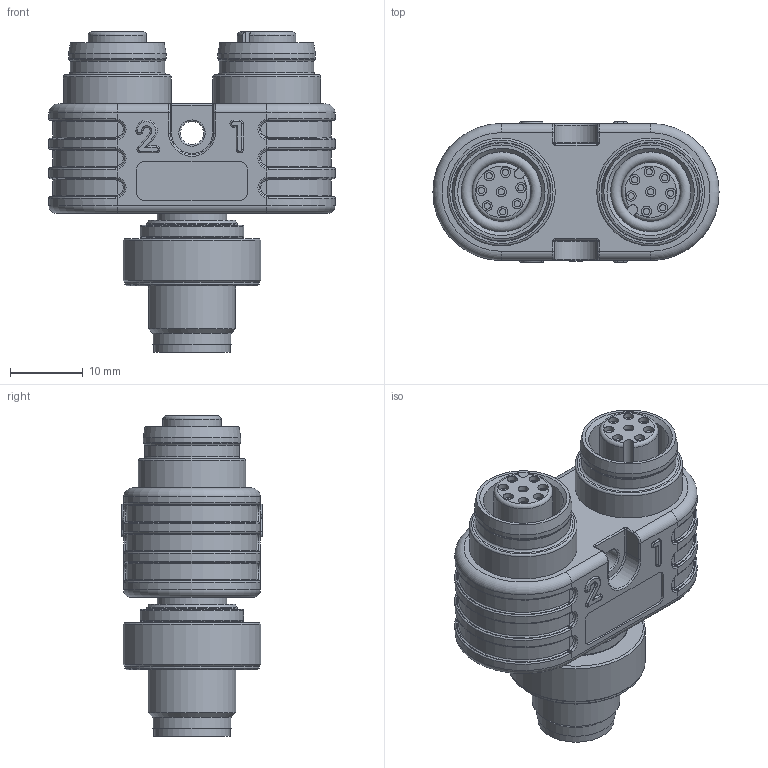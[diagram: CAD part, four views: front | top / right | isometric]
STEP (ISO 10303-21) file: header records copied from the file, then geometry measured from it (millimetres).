
FILE_DESCRIPTION(/* description */ (''),/* implementation_level */ '2;1');
FILE_NAME(/* name */ 'MB-FSM8-2FKM8_stp.stp',/* time_stamp */ '2018-09-19T13:03:50+02:00',/* author */ (''),/* organization */ (''),/* preprocessor_version */ 'ST-DEVELOPER v16',/* originating_system */ 'SIEMENS PLM Software NX 10.0',/* authorisation */ '');
FILE_SCHEMA (('AUTOMOTIVE_DESIGN { 1 0 10303 214 3 1 1 1 }'));
Length unit declared in the file: millimetre
Products named in the file (1): MB-FSM8-2FKM8_stp
Bounding box: 39.3 x 19.32 x 44 mm (x, y, z)
Volume: 14183.2 mm3; surface area: 6534.4 mm2
Topology: 1 solids, 1 shells, 434 faces, 985 edges, 607 vertices
Faces by surface type: cylinder 144, plane 119, torus 88, bspline 56, cone 11, sphere 8, extrusion 8
Full cylindrical faces by diameter (mm): 0.8 x8, 0.85 x16, 1.4 x16, 3.2 x1, 8.375 x1, 9.6 x1, 10.45 x1, 10.8 x1, 11 x2, 12 x2, 12.497 x1, 13 x2, 13.4 x2, 14.25 x1, 14.8 x2, 18.5 x1, 19 x1
Entity records: 12236 total; most frequent: CARTESIAN_POINT 3307, DIRECTION 1932, ORIENTED_EDGE 1676, AXIS2_PLACEMENT_3D 848, EDGE_CURVE 838, EDGE_LOOP 581, VERTEX_POINT 551, CIRCLE 473
